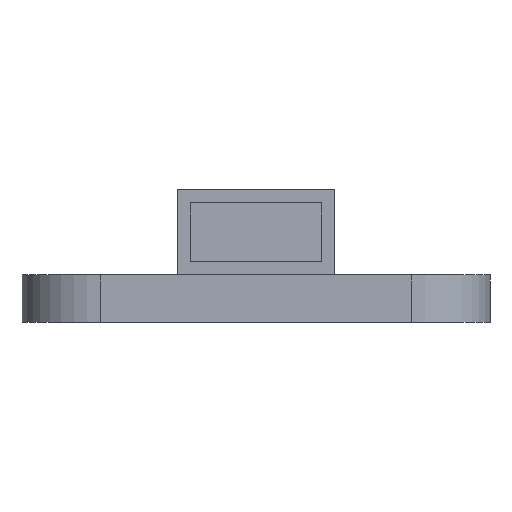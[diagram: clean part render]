
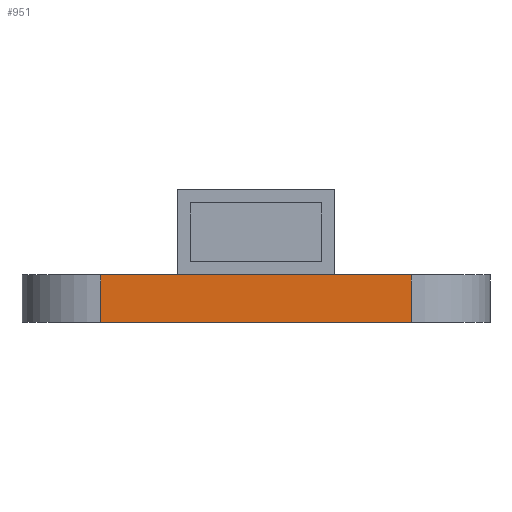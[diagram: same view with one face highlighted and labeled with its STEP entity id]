
A CAD part, left-side view. The second image highlights one B-rep face of the part: STEP entity #951.
In plain terms, the highlighted planar face has unit normal (-1, 0, 0).
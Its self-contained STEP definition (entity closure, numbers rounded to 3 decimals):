
#88 = LINE ( 'NONE', #106, #488 ) ;
#106 = CARTESIAN_POINT ( 'NONE',  ( -12.7, 5.89, 1.8 ) ) ;
#137 = EDGE_CURVE ( 'NONE', #1478, #1392, #1287, .T. ) ;
#260 = CARTESIAN_POINT ( 'NONE',  ( -12.7, 5.89, 0. ) ) ;
#263 = ORIENTED_EDGE ( 'NONE', *, *, #137, .F. ) ;
#266 = AXIS2_PLACEMENT_3D ( 'NONE', #599, #1513, #1378 ) ;
#269 = LINE ( 'NONE', #1299, #1211 ) ;
#274 = CARTESIAN_POINT ( 'NONE',  ( -12.7, 5.89, 1.8 ) ) ;
#411 = EDGE_CURVE ( 'NONE', #810, #1478, #960, .T. ) ;
#488 = VECTOR ( 'NONE', #1162, 1000. ) ;
#573 = CARTESIAN_POINT ( 'NONE',  ( -12.7, -5.89, 1.8 ) ) ;
#575 = DIRECTION ( 'NONE',  ( 0., 0., -1. ) ) ;
#599 = CARTESIAN_POINT ( 'NONE',  ( -12.7, -5.89, 1.8 ) ) ;
#810 = VERTEX_POINT ( 'NONE', #274 ) ;
#822 = CARTESIAN_POINT ( 'NONE',  ( -12.7, -5.89, 0. ) ) ;
#891 = VECTOR ( 'NONE', #575, 1000. ) ;
#893 = VECTOR ( 'NONE', #1508, 1000. ) ;
#951 = ADVANCED_FACE ( 'NONE', ( #1412 ), #1256, .F. ) ;
#960 = LINE ( 'NONE', #968, #893 ) ;
#968 = CARTESIAN_POINT ( 'NONE',  ( -12.7, -5.89, 1.8 ) ) ;
#1049 = VERTEX_POINT ( 'NONE', #260 ) ;
#1162 = DIRECTION ( 'NONE',  ( 0., 0., -1. ) ) ;
#1197 = DIRECTION ( 'NONE',  ( 0., -1., 0. ) ) ;
#1203 = ORIENTED_EDGE ( 'NONE', *, *, #1281, .T. ) ;
#1211 = VECTOR ( 'NONE', #1197, 1000. ) ;
#1256 = PLANE ( 'NONE',  #266 ) ;
#1259 = ORIENTED_EDGE ( 'NONE', *, *, #411, .F. ) ;
#1271 = CARTESIAN_POINT ( 'NONE',  ( -12.7, -5.89, 1.8 ) ) ;
#1281 = EDGE_CURVE ( 'NONE', #1049, #1392, #269, .T. ) ;
#1287 = LINE ( 'NONE', #1271, #891 ) ;
#1299 = CARTESIAN_POINT ( 'NONE',  ( -12.7, -5.89, 0. ) ) ;
#1335 = ORIENTED_EDGE ( 'NONE', *, *, #1719, .T. ) ;
#1377 = EDGE_LOOP ( 'NONE', ( #1203, #263, #1259, #1335 ) ) ;
#1378 = DIRECTION ( 'NONE',  ( 0., 0., -1. ) ) ;
#1392 = VERTEX_POINT ( 'NONE', #822 ) ;
#1412 = FACE_OUTER_BOUND ( 'NONE', #1377, .T. ) ;
#1478 = VERTEX_POINT ( 'NONE', #573 ) ;
#1508 = DIRECTION ( 'NONE',  ( 0., -1., 0. ) ) ;
#1513 = DIRECTION ( 'NONE',  ( 1., 0., 0. ) ) ;
#1719 = EDGE_CURVE ( 'NONE', #810, #1049, #88, .T. ) ;
